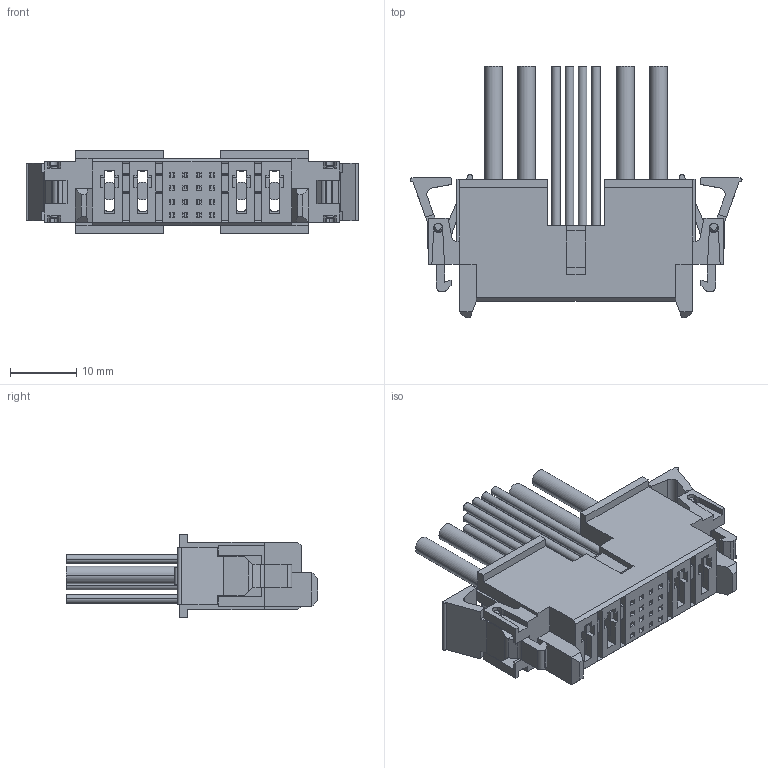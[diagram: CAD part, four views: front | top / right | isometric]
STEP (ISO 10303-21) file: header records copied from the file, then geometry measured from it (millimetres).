
FILE_DESCRIPTION (( 'STEP AP214' ), '1' );
FILE_NAME ('MPCC-2-16-2-L-46-80-00-S.STEP', '2019-01-09T17:55:32', ( '' ), ( '' ), 'SwSTEP 2.0', 'SolidWorks 2018', '' );
FILE_SCHEMA (( 'AUTOMOTIVE_DESIGN' ));
Length unit declared in the file: millimetre
Products named in the file (8): _MPC_16__V_signal_pins_4; MPCC-2-16-2-L-46-80-00-S; _DWC_26_16_19; _DWC_14_1_14; _MPC_01_V_pp_9; _LTC_22_6; _MPC_2_16_2_C_body_2; MPCC_2_16_2_L_46_80_00_S
Assembly tree (14 placements, depth 3):
  MPCC-2-16-2-L-46-80-00-S
    MPCC_2_16_2_L_46_80_00_S
      _MPC_2_16_2_C_body_2
      _MPC_16__V_signal_pins_4
      _LTC_22_6  x2
      _MPC_01_V_pp_9  x4
      _DWC_14_1_14  x4
      _DWC_26_16_19
Bounding box: 50.05 x 37.93 x 12.66 mm (x, y, z)
Volume: 6217.9 mm3; surface area: 10993.5 mm2
Topology: 13 solids, 13 shells, 1164 faces, 3174 edges, 2098 vertices
Faces by surface type: plane 1020, cylinder 140, cone 4
Entity records: 32933 total; most frequent: CARTESIAN_POINT 5187, ORIENTED_EDGE 5078, DIRECTION 4665, EDGE_CURVE 2539, LINE 2309, VECTOR 2309, VERTEX_POINT 1676, AXIS2_PLACEMENT_3D 1178
